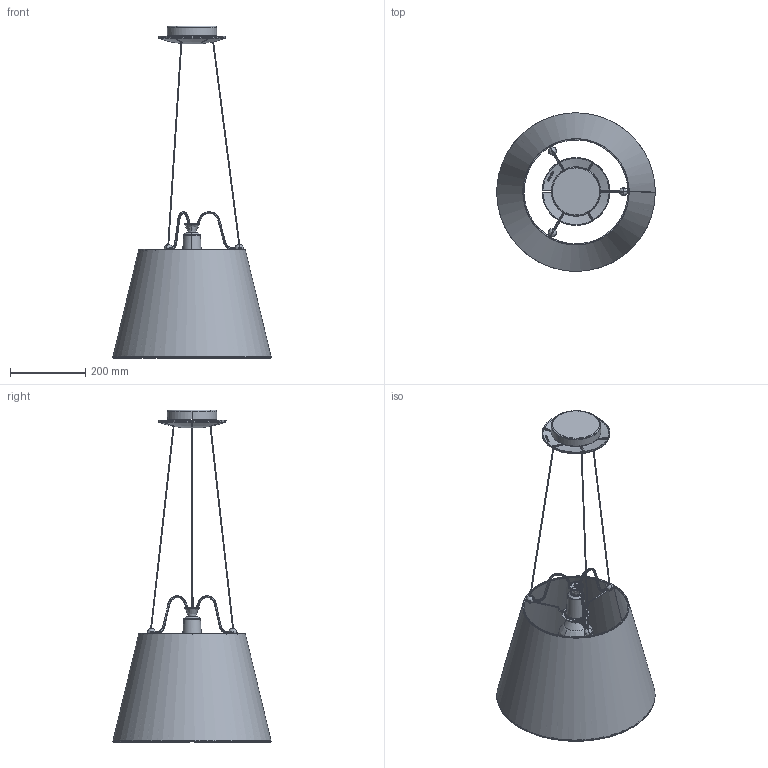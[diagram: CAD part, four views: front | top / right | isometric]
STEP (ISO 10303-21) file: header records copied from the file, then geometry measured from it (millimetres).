
FILE_DESCRIPTION(/* description */ (''),/* implementation_level */ '2;1');
FILE_NAME(/* name */ 'Tolomeo Mega Suspension',/* time_stamp */ '2019-05-06T14:57:53+02:00',/* author */ (''),/* organization */ (''),/* preprocessor_version */ 'ST-DEVELOPER v15',/* originating_system */ '',/* authorisation */ '');
FILE_SCHEMA (('AUTOMOTIVE_DESIGN'));
Length unit declared in the file: millimetre
Products named in the file (7): Document; Blocco 02; Blocco 03; Blocco 04; Blocco 05; Blocco 06; Blocco 07
Assembly tree (6 placements, depth 2):
  Document
    Blocco 02
    Blocco 03
    Blocco 04
    Blocco 05
    Blocco 06
    Blocco 07
Bounding box: 420.51 x 420.24 x 880.41 mm (x, y, z)
Volume: 586275.7 mm3; surface area: 895985.9 mm2
Topology: 18 solids, 49 shells, 1135 faces, 3007 edges, 1888 vertices
Faces by surface type: bspline 877, plane 258
Entity records: 59965 total; most frequent: CARTESIAN_POINT 43174, ORIENTED_EDGE 5737, EDGE_CURVE 2981, VERTEX_POINT 1878, B_SPLINE_CURVE_WITH_KNOTS 1483, EDGE_LOOP 1161, ADVANCED_FACE 1112, FACE_OUTER_BOUND 1112
